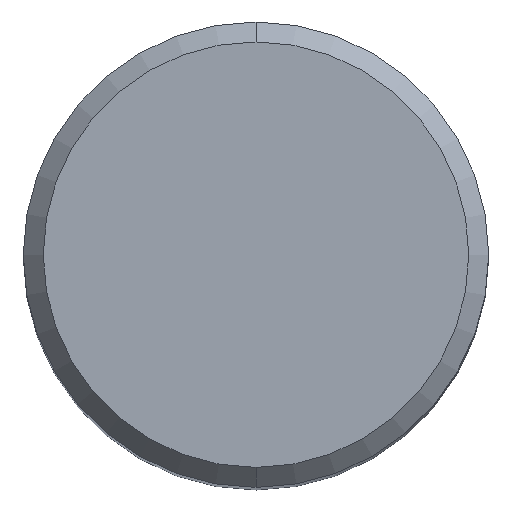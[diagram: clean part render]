
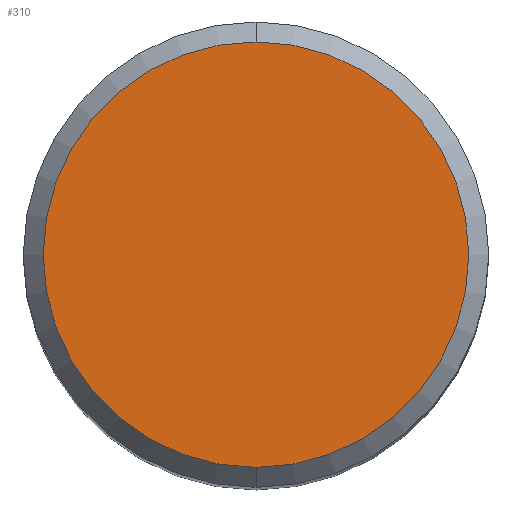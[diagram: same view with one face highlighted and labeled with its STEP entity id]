
A CAD part, top view. The second image highlights one B-rep face of the part: STEP entity #310.
In plain terms, the highlighted planar face has unit normal (0, 0, 1).
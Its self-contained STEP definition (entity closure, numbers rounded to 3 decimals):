
#188=EDGE_CURVE('',#444,#324,#493,.T.);
#310=ADVANCED_FACE('',(#628),#629,.T.);
#324=VERTEX_POINT('',#643);
#398=EDGE_CURVE('',#324,#444,#722,.T.);
#444=VERTEX_POINT('',#775);
#493=CIRCLE('',#868,6.4);
#628=FACE_OUTER_BOUND('',#1133,.T.);
#629=PLANE('',#1134);
#643=CARTESIAN_POINT('',(0.,-6.4,0.0));
#722=CIRCLE('',#1352,6.4);
#775=CARTESIAN_POINT('',(0.0,6.4,0.0));
#868=AXIS2_PLACEMENT_3D('',#1517,#1518,#1519);
#1133=EDGE_LOOP('',(#1679,#1680));
#1134=AXIS2_PLACEMENT_3D('',#1681,#1682,#1683);
#1352=AXIS2_PLACEMENT_3D('',#1763,#1764,#1765);
#1517=CARTESIAN_POINT('',(0.0,0.0,0.0));
#1518=DIRECTION('',(0.0,0.0,-1.0));
#1519=DIRECTION('',(0.0,1.0,0.0));
#1679=ORIENTED_EDGE('',*,*,#188,.F.);
#1680=ORIENTED_EDGE('',*,*,#398,.F.);
#1681=CARTESIAN_POINT('',(0.0,3.2,0.0));
#1682=DIRECTION('',(-0.0,0.0,1.0));
#1683=DIRECTION('',(0.0,-1.0,0.0));
#1763=CARTESIAN_POINT('',(0.0,0.0,0.0));
#1764=DIRECTION('',(0.0,0.0,-1.0));
#1765=DIRECTION('',(0.0,1.0,0.0));
